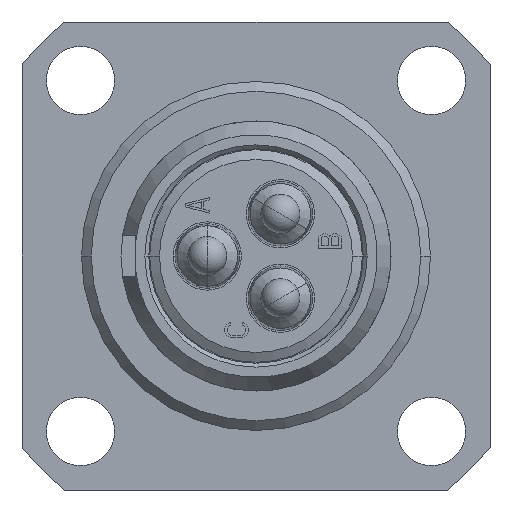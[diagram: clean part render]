
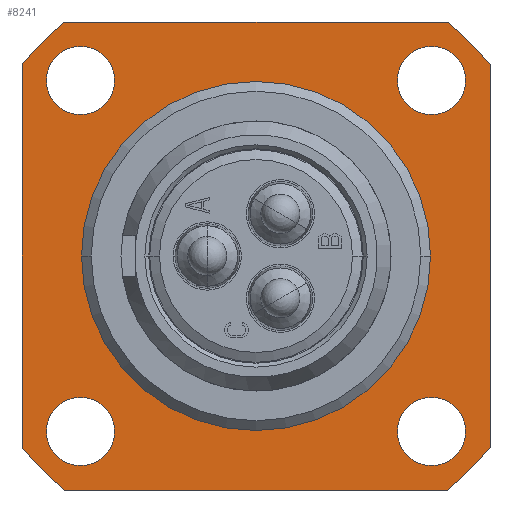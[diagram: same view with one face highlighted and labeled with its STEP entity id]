
A CAD part, left-side view. The second image highlights one B-rep face of the part: STEP entity #8241.
In plain terms, the highlighted planar face has unit normal (-1, 0, 0).
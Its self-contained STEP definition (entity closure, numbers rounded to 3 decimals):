
#307=CARTESIAN_POINT('',(0.7,0.,0.));
#308=DIRECTION('',(1.,0.,0.));
#309=DIRECTION('',(0.,1.,0.));
#310=AXIS2_PLACEMENT_3D('',#307,#308,#309);
#320=CARTESIAN_POINT('',(0.7,0.,0.));
#321=DIRECTION('',(1.,0.,0.));
#322=DIRECTION('',(0.,-1.,0.));
#323=AXIS2_PLACEMENT_3D('',#320,#321,#322);
#325=DIRECTION('',(0.,1.,0.));
#326=VECTOR('',#325,19.621);
#327=CARTESIAN_POINT('',(0.7,-9.811,12.));
#328=LINE('804',#327,#326);
#329=CARTESIAN_POINT('',(0.7,0.,0.));
#330=DIRECTION('',(1.,0.,0.));
#331=DIRECTION('',(0.,-0.633,0.774));
#332=AXIS2_PLACEMENT_3D('',#329,#330,#331);
#334=DIRECTION('',(0.,0.,1.));
#335=VECTOR('',#334,19.621);
#336=CARTESIAN_POINT('',(0.7,-12.,-9.811));
#337=LINE('805',#336,#335);
#338=CARTESIAN_POINT('',(0.7,0.,0.));
#339=DIRECTION('',(1.,0.,0.));
#340=DIRECTION('',(0.,-0.774,-0.633));
#341=AXIS2_PLACEMENT_3D('',#338,#339,#340);
#343=DIRECTION('',(0.,-1.,0.));
#344=VECTOR('',#343,19.621);
#345=CARTESIAN_POINT('',(0.7,9.811,-12.));
#346=LINE('806',#345,#344);
#347=CARTESIAN_POINT('',(0.7,0.,0.));
#348=DIRECTION('',(1.,0.,0.));
#349=DIRECTION('',(0.,0.633,-0.774));
#350=AXIS2_PLACEMENT_3D('',#347,#348,#349);
#352=DIRECTION('',(0.,0.,-1.));
#353=VECTOR('',#352,19.621);
#354=CARTESIAN_POINT('',(0.7,12.,9.811));
#355=LINE('807',#354,#353);
#356=CARTESIAN_POINT('',(0.7,0.,0.));
#357=DIRECTION('',(1.,0.,0.));
#358=DIRECTION('',(0.,0.774,0.633));
#359=AXIS2_PLACEMENT_3D('',#356,#357,#358);
#361=CARTESIAN_POINT('',(0.7,9.,-9.));
#362=DIRECTION('',(-1.,0.,0.));
#363=DIRECTION('',(0.,0.,-1.));
#364=AXIS2_PLACEMENT_3D('',#361,#362,#363);
#366=CARTESIAN_POINT('',(0.7,9.,-9.));
#367=DIRECTION('',(-1.,0.,0.));
#368=DIRECTION('',(0.,0.,1.));
#369=AXIS2_PLACEMENT_3D('',#366,#367,#368);
#371=CARTESIAN_POINT('',(0.7,9.,9.));
#372=DIRECTION('',(-1.,0.,0.));
#373=DIRECTION('',(0.,0.,-1.));
#374=AXIS2_PLACEMENT_3D('',#371,#372,#373);
#376=CARTESIAN_POINT('',(0.7,9.,9.));
#377=DIRECTION('',(-1.,0.,0.));
#378=DIRECTION('',(0.,0.,1.));
#379=AXIS2_PLACEMENT_3D('',#376,#377,#378);
#381=CARTESIAN_POINT('',(0.7,-9.,-9.));
#382=DIRECTION('',(-1.,0.,0.));
#383=DIRECTION('',(0.,0.,-1.));
#384=AXIS2_PLACEMENT_3D('',#381,#382,#383);
#386=CARTESIAN_POINT('',(0.7,-9.,-9.));
#387=DIRECTION('',(-1.,0.,0.));
#388=DIRECTION('',(0.,0.,1.));
#389=AXIS2_PLACEMENT_3D('',#386,#387,#388);
#391=CARTESIAN_POINT('',(0.7,-9.,9.));
#392=DIRECTION('',(-1.,0.,0.));
#393=DIRECTION('',(0.,0.,-1.));
#394=AXIS2_PLACEMENT_3D('',#391,#392,#393);
#396=CARTESIAN_POINT('',(0.7,-9.,9.));
#397=DIRECTION('',(-1.,0.,0.));
#398=DIRECTION('',(0.,0.,1.));
#399=AXIS2_PLACEMENT_3D('',#396,#397,#398);
#6221=CARTESIAN_POINT('',(0.7,8.95,0.));
#6222=VERTEX_POINT('',#6221);
#6223=CARTESIAN_POINT('',(0.7,-8.95,0.));
#6224=VERTEX_POINT('',#6223);
#6241=CARTESIAN_POINT('',(0.7,9.,-10.75));
#6242=CARTESIAN_POINT('',(0.7,9.,-7.25));
#6243=VERTEX_POINT('',#6241);
#6244=VERTEX_POINT('',#6242);
#6245=CARTESIAN_POINT('',(0.7,9.,7.25));
#6246=CARTESIAN_POINT('',(0.7,9.,10.75));
#6247=VERTEX_POINT('',#6245);
#6248=VERTEX_POINT('',#6246);
#6249=CARTESIAN_POINT('',(0.7,-9.,-10.75));
#6250=CARTESIAN_POINT('',(0.7,-9.,-7.25));
#6251=VERTEX_POINT('',#6249);
#6252=VERTEX_POINT('',#6250);
#6253=CARTESIAN_POINT('',(0.7,-9.,7.25));
#6254=CARTESIAN_POINT('',(0.7,-9.,10.75));
#6255=VERTEX_POINT('',#6253);
#6256=VERTEX_POINT('',#6254);
#6350=CARTESIAN_POINT('',(0.7,-9.811,12.));
#6351=CARTESIAN_POINT('',(0.7,9.811,12.));
#6352=VERTEX_POINT('',#6350);
#6353=VERTEX_POINT('',#6351);
#6354=CARTESIAN_POINT('',(0.7,-12.,-9.811));
#6355=CARTESIAN_POINT('',(0.7,-12.,9.811));
#6356=VERTEX_POINT('',#6354);
#6357=VERTEX_POINT('',#6355);
#6358=CARTESIAN_POINT('',(0.7,9.811,-12.));
#6359=CARTESIAN_POINT('',(0.7,-9.811,-12.));
#6360=VERTEX_POINT('',#6358);
#6361=VERTEX_POINT('',#6359);
#6362=CARTESIAN_POINT('',(0.7,12.,9.811));
#6363=CARTESIAN_POINT('',(0.7,12.,-9.811));
#6364=VERTEX_POINT('',#6362);
#6365=VERTEX_POINT('',#6363);
#8190=CARTESIAN_POINT('',(0.7,0.,0.));
#8191=DIRECTION('',(1.,0.,0.));
#8192=DIRECTION('',(0.,0.,-1.));
#8193=AXIS2_PLACEMENT_3D('',#8190,#8191,#8192);
#8194=PLANE('286',#8193);
#8196=ORIENTED_EDGE('804',*,*,#8195,.F.);
#8198=ORIENTED_EDGE('855',*,*,#8197,.T.);
#8200=ORIENTED_EDGE('805',*,*,#8199,.F.);
#8202=ORIENTED_EDGE('854',*,*,#8201,.T.);
#8204=ORIENTED_EDGE('806',*,*,#8203,.F.);
#8206=ORIENTED_EDGE('853',*,*,#8205,.T.);
#8208=ORIENTED_EDGE('807',*,*,#8207,.F.);
#8210=ORIENTED_EDGE('842',*,*,#8209,.T.);
#8211=EDGE_LOOP('286',(#8196,#8198,#8200,#8202,#8204,#8206,#8208,#8210));
#8212=FACE_OUTER_BOUND('286',#8211,.F.);
#8214=ORIENTED_EDGE('708',*,*,#8213,.T.);
#8216=ORIENTED_EDGE('709',*,*,#8215,.T.);
#8217=EDGE_LOOP('286',(#8214,#8216));
#8218=FACE_BOUND('286',#8217,.F.);
#8220=ORIENTED_EDGE('710',*,*,#8219,.T.);
#8222=ORIENTED_EDGE('711',*,*,#8221,.T.);
#8223=EDGE_LOOP('286',(#8220,#8222));
#8224=FACE_BOUND('286',#8223,.F.);
#8226=ORIENTED_EDGE('712',*,*,#8225,.T.);
#8228=ORIENTED_EDGE('713',*,*,#8227,.T.);
#8229=EDGE_LOOP('286',(#8226,#8228));
#8230=FACE_BOUND('286',#8229,.F.);
#8232=ORIENTED_EDGE('714',*,*,#8231,.T.);
#8234=ORIENTED_EDGE('715',*,*,#8233,.T.);
#8235=EDGE_LOOP('286',(#8232,#8234));
#8236=FACE_BOUND('286',#8235,.F.);
#8237=ORIENTED_EDGE('698',*,*,#8155,.F.);
#8238=ORIENTED_EDGE('699',*,*,#8178,.F.);
#8239=EDGE_LOOP('286',(#8237,#8238));
#8240=FACE_BOUND('286',#8239,.F.);
#311=CIRCLE('698',#310,8.95);
#324=CIRCLE('699',#323,8.95);
#333=CIRCLE('855',#332,15.5);
#342=CIRCLE('854',#341,15.5);
#351=CIRCLE('853',#350,15.5);
#360=CIRCLE('842',#359,15.5);
#365=CIRCLE('708',#364,1.75);
#370=CIRCLE('709',#369,1.75);
#375=CIRCLE('710',#374,1.75);
#380=CIRCLE('711',#379,1.75);
#385=CIRCLE('712',#384,1.75);
#390=CIRCLE('713',#389,1.75);
#395=CIRCLE('714',#394,1.75);
#400=CIRCLE('715',#399,1.75);
#8155=EDGE_CURVE('698',#6222,#6224,#311,.T.);
#8178=EDGE_CURVE('699',#6224,#6222,#324,.T.);
#8195=EDGE_CURVE('804',#6352,#6353,#328,.T.);
#8197=EDGE_CURVE('855',#6352,#6357,#333,.T.);
#8199=EDGE_CURVE('805',#6356,#6357,#337,.T.);
#8201=EDGE_CURVE('854',#6356,#6361,#342,.T.);
#8203=EDGE_CURVE('806',#6360,#6361,#346,.T.);
#8205=EDGE_CURVE('853',#6360,#6365,#351,.T.);
#8207=EDGE_CURVE('807',#6364,#6365,#355,.T.);
#8209=EDGE_CURVE('842',#6364,#6353,#360,.T.);
#8213=EDGE_CURVE('708',#6243,#6244,#365,.T.);
#8215=EDGE_CURVE('709',#6244,#6243,#370,.T.);
#8219=EDGE_CURVE('710',#6247,#6248,#375,.T.);
#8221=EDGE_CURVE('711',#6248,#6247,#380,.T.);
#8225=EDGE_CURVE('712',#6251,#6252,#385,.T.);
#8227=EDGE_CURVE('713',#6252,#6251,#390,.T.);
#8231=EDGE_CURVE('714',#6255,#6256,#395,.T.);
#8233=EDGE_CURVE('715',#6256,#6255,#400,.T.);
#8241=ADVANCED_FACE('286',(#8212,#8218,#8224,#8230,#8236,#8240),#8194,.F.);
